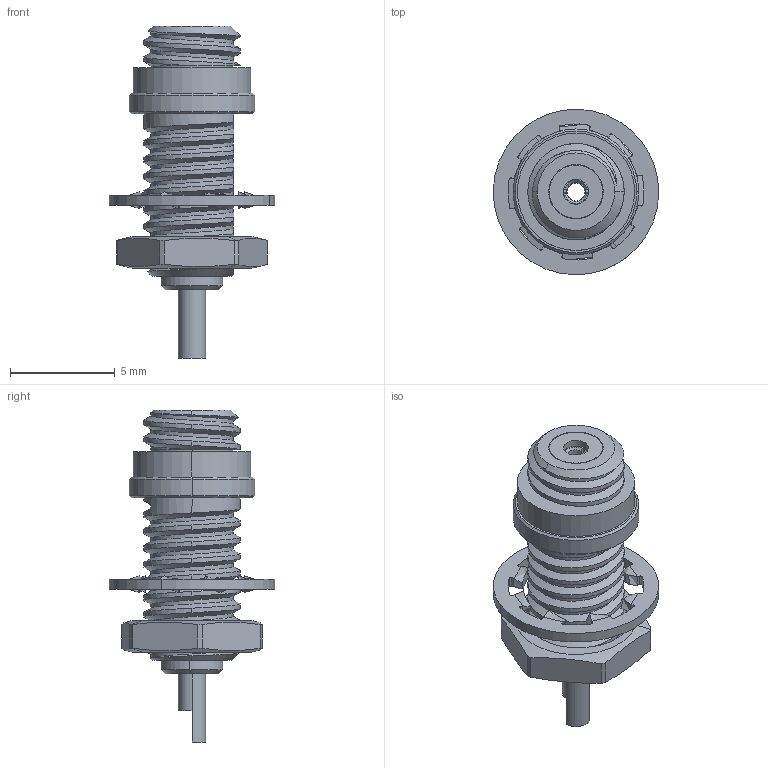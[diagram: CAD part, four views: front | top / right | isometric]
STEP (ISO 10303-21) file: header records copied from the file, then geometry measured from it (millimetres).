
FILE_DESCRIPTION (( 'STEP AP214' ), '1' );
FILE_NAME ('54-360-1-B3.STEP', '2023-08-02T10:48:37', ( '' ), ( '' ), 'SwSTEP 2.0', 'SolidWorks 2023', '' );
FILE_SCHEMA (( 'AUTOMOTIVE_DESIGN' ));
Length unit declared in the file: millimetre
Products named in the file (1): 54-360-1-B3
Bounding box: 7.9 x 7.9 x 15.85 mm (x, y, z)
Surface area: 732.9 mm2 (no closed solid volume)
Topology: 0 solids, 9 shells, 212 faces, 575 edges, 371 vertices
Faces by surface type: cylinder 93, plane 55, bspline 41, cone 23
Entity records: 9749 total; most frequent: CARTESIAN_POINT 4793, ORIENTED_EDGE 1088, DIRECTION 929, EDGE_CURVE 574, VERTEX_POINT 371, AXIS2_PLACEMENT_3D 338, VECTOR 253, LINE 253
